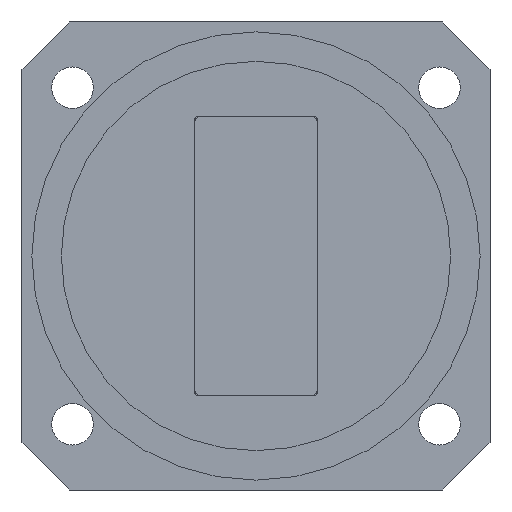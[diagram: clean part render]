
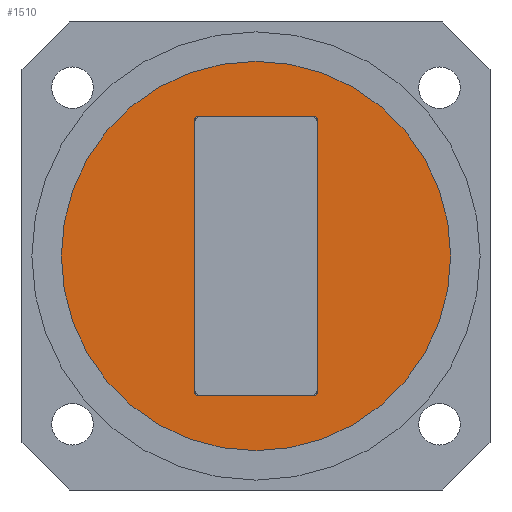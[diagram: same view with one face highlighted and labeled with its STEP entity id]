
A CAD part, left-side view. The second image highlights one B-rep face of the part: STEP entity #1510.
In plain terms, the highlighted planar face has unit normal (-1, 0, 0).
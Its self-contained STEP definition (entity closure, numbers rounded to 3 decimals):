
#11 = AXIS2_PLACEMENT_3D ( 'NONE', #2776, #1462, #2748 ) ;
#30 = CARTESIAN_POINT ( 'NONE',  ( -133.5, -5.812, 13.75 ) ) ;
#60 = CARTESIAN_POINT ( 'NONE',  ( -133.5, -5.812, -13.75 ) ) ;
#77 = CARTESIAN_POINT ( 'NONE',  ( -133.5, -6.312, 13.75 ) ) ;
#220 = DIRECTION ( 'NONE',  ( 0., 0., -1. ) ) ;
#228 = CARTESIAN_POINT ( 'NONE',  ( -133.5, -5.812, 14.25 ) ) ;
#262 = ORIENTED_EDGE ( 'NONE', *, *, #1935, .T. ) ;
#275 = EDGE_LOOP ( 'NONE', ( #1726 ) ) ;
#290 = EDGE_CURVE ( 'NONE', #1871, #2401, #308, .T. ) ;
#308 = CIRCLE ( 'NONE', #1446, 0.5 ) ;
#325 = DIRECTION ( 'NONE',  ( 1., 0., 0. ) ) ;
#394 = CARTESIAN_POINT ( 'NONE',  ( -133.5, -6.312, -13.75 ) ) ;
#395 = EDGE_CURVE ( 'NONE', #2401, #1662, #2396, .T. ) ;
#405 = VERTEX_POINT ( 'NONE', #847 ) ;
#462 = EDGE_CURVE ( 'NONE', #787, #2500, #1216, .T. ) ;
#526 = VERTEX_POINT ( 'NONE', #1614 ) ;
#544 = DIRECTION ( 'NONE',  ( 0., 0., -1. ) ) ;
#564 = DIRECTION ( 'NONE',  ( 0., 0., -1. ) ) ;
#569 = CARTESIAN_POINT ( 'NONE',  ( -133.5, 5.812, -14.25 ) ) ;
#630 = CIRCLE ( 'NONE', #2498, 0.5 ) ;
#639 = CIRCLE ( 'NONE', #2011, 0.5 ) ;
#668 = DIRECTION ( 'NONE',  ( 0., 0., -1. ) ) ;
#694 = EDGE_CURVE ( 'NONE', #1662, #1186, #639, .T. ) ;
#731 = VERTEX_POINT ( 'NONE', #2750 ) ;
#761 = PLANE ( 'NONE',  #11 ) ;
#777 = CARTESIAN_POINT ( 'NONE',  ( -133.5, 6.312, 13.75 ) ) ;
#787 = VERTEX_POINT ( 'NONE', #228 ) ;
#788 = VECTOR ( 'NONE', #2357, 1000. ) ;
#847 = CARTESIAN_POINT ( 'NONE',  ( -133.5, 6.312, 13.75 ) ) ;
#850 = DIRECTION ( 'NONE',  ( -1., 0., 0. ) ) ;
#852 = ORIENTED_EDGE ( 'NONE', *, *, #2642, .T. ) ;
#938 = DIRECTION ( 'NONE',  ( 1., 0., 0. ) ) ;
#976 = ORIENTED_EDGE ( 'NONE', *, *, #694, .T. ) ;
#1021 = DIRECTION ( 'NONE',  ( 0., -1., 0. ) ) ;
#1091 = DIRECTION ( 'NONE',  ( 0., 0., -1. ) ) ;
#1112 = CARTESIAN_POINT ( 'NONE',  ( -133.5, 6.312, -13.75 ) ) ;
#1186 = VERTEX_POINT ( 'NONE', #1112 ) ;
#1195 = FACE_OUTER_BOUND ( 'NONE', #275, .T. ) ;
#1216 = CIRCLE ( 'NONE', #2006, 0.5 ) ;
#1298 = DIRECTION ( 'NONE',  ( 0., 0., 1. ) ) ;
#1446 = AXIS2_PLACEMENT_3D ( 'NONE', #60, #2758, #544 ) ;
#1462 = DIRECTION ( 'NONE',  ( 1., 0., 0. ) ) ;
#1504 = LINE ( 'NONE', #394, #2567 ) ;
#1510 = ADVANCED_FACE ( 'NONE', ( #1648, #1195 ), #761, .F. ) ;
#1595 = ORIENTED_EDGE ( 'NONE', *, *, #462, .T. ) ;
#1614 = CARTESIAN_POINT ( 'NONE',  ( -133.5, 0., 19.865 ) ) ;
#1648 = FACE_BOUND ( 'NONE', #1977, .T. ) ;
#1662 = VERTEX_POINT ( 'NONE', #569 ) ;
#1664 = ORIENTED_EDGE ( 'NONE', *, *, #395, .T. ) ;
#1687 = AXIS2_PLACEMENT_3D ( 'NONE', #2606, #850, #1298 ) ;
#1701 = DIRECTION ( 'NONE',  ( 0., 1., 0. ) ) ;
#1726 = ORIENTED_EDGE ( 'NONE', *, *, #2589, .T. ) ;
#1849 = CARTESIAN_POINT ( 'NONE',  ( -133.5, -5.812, -14.25 ) ) ;
#1871 = VERTEX_POINT ( 'NONE', #2002 ) ;
#1886 = ORIENTED_EDGE ( 'NONE', *, *, #2427, .T. ) ;
#1935 = EDGE_CURVE ( 'NONE', #405, #731, #630, .T. ) ;
#1967 = CARTESIAN_POINT ( 'NONE',  ( -133.5, 5.812, -13.75 ) ) ;
#1977 = EDGE_LOOP ( 'NONE', ( #262, #2362, #1595, #852, #2582, #1664, #976, #1886 ) ) ;
#2002 = CARTESIAN_POINT ( 'NONE',  ( -133.5, -6.312, -13.75 ) ) ;
#2006 = AXIS2_PLACEMENT_3D ( 'NONE', #30, #938, #220 ) ;
#2011 = AXIS2_PLACEMENT_3D ( 'NONE', #1967, #2676, #668 ) ;
#2067 = CIRCLE ( 'NONE', #1687, 19.865 ) ;
#2140 = EDGE_CURVE ( 'NONE', #731, #787, #2347, .T. ) ;
#2152 = CARTESIAN_POINT ( 'NONE',  ( -133.5, 5.812, 13.75 ) ) ;
#2347 = LINE ( 'NONE', #2363, #2501 ) ;
#2357 = DIRECTION ( 'NONE',  ( 0., 0., 1. ) ) ;
#2362 = ORIENTED_EDGE ( 'NONE', *, *, #2140, .T. ) ;
#2363 = CARTESIAN_POINT ( 'NONE',  ( -133.5, -5.812, 14.25 ) ) ;
#2396 = LINE ( 'NONE', #2859, #2783 ) ;
#2401 = VERTEX_POINT ( 'NONE', #1849 ) ;
#2427 = EDGE_CURVE ( 'NONE', #1186, #405, #2590, .T. ) ;
#2498 = AXIS2_PLACEMENT_3D ( 'NONE', #2152, #325, #564 ) ;
#2500 = VERTEX_POINT ( 'NONE', #77 ) ;
#2501 = VECTOR ( 'NONE', #1021, 1000. ) ;
#2567 = VECTOR ( 'NONE', #1091, 1000. ) ;
#2582 = ORIENTED_EDGE ( 'NONE', *, *, #290, .T. ) ;
#2589 = EDGE_CURVE ( 'NONE', #526, #526, #2067, .T. ) ;
#2590 = LINE ( 'NONE', #777, #788 ) ;
#2606 = CARTESIAN_POINT ( 'NONE',  ( -133.5, 0., 0. ) ) ;
#2642 = EDGE_CURVE ( 'NONE', #2500, #1871, #1504, .T. ) ;
#2676 = DIRECTION ( 'NONE',  ( 1., 0., 0. ) ) ;
#2748 = DIRECTION ( 'NONE',  ( 0., 0., -1. ) ) ;
#2750 = CARTESIAN_POINT ( 'NONE',  ( -133.5, 5.812, 14.25 ) ) ;
#2758 = DIRECTION ( 'NONE',  ( 1., 0., 0. ) ) ;
#2776 = CARTESIAN_POINT ( 'NONE',  ( -133.5, 0., 0. ) ) ;
#2783 = VECTOR ( 'NONE', #1701, 1000. ) ;
#2859 = CARTESIAN_POINT ( 'NONE',  ( -133.5, 5.812, -14.25 ) ) ;
